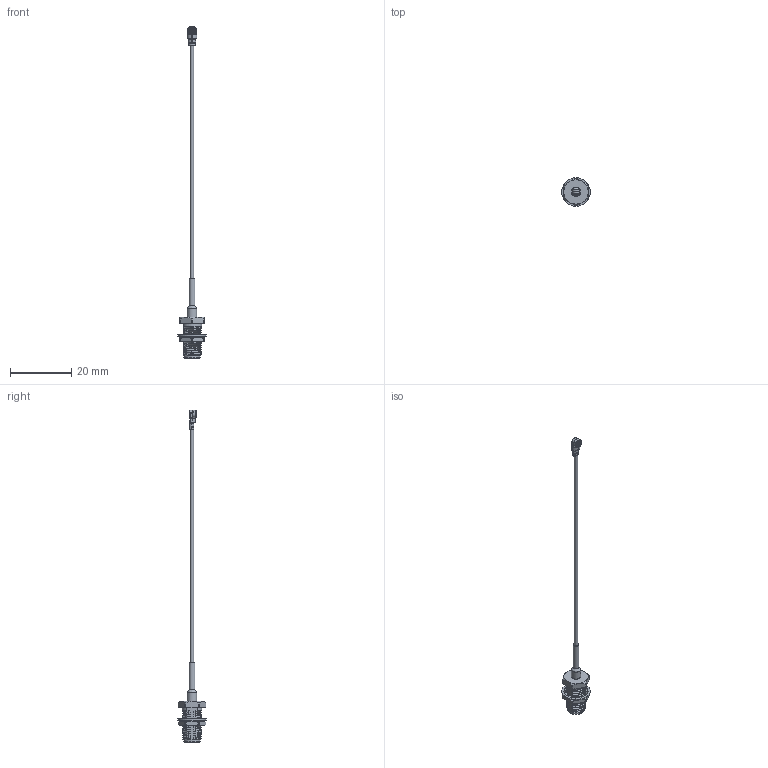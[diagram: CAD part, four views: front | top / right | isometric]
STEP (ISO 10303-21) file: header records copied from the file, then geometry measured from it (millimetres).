
FILE_DESCRIPTION (( 'STEP AP203' ), '1' );
FILE_NAME ('PE3CA1001_3D.step', '2021-05-14T16:10:40', ( '' ), ( '' ), 'SwSTEP 2.0', 'SolidWorks 2020', '' );
FILE_SCHEMA (( 'CONFIG_CONTROL_DESIGN' ));
Length unit declared in the file: inch
Products named in the file (4): SMA Female Bulkhead^PE3CA1001_Heat Shrink; 1.13mm Coax^PE3CA1001_1.13MM coax;  UMCX2.5^PE3CA1001; PE3CA1001_3D
Assembly tree (3 placements, depth 2):
  PE3CA1001_3D
    1.13mm Coax^PE3CA1001_1.13MM coax
     UMCX2.5^PE3CA1001
    SMA Female Bulkhead^PE3CA1001_Heat Shrink
Bounding box: 9.4 x 9.4 x 108.7 mm (x, y, z)
Volume: 563.5 mm3; surface area: 1230.3 mm2
Topology: 6 solids, 6 shells, 316 faces, 885 edges, 589 vertices
Faces by surface type: plane 109, cylinder 97, bspline 87, cone 22, torus 1
Full cylindrical faces by diameter (mm): 0.94 x1, 1.118 x1, 1.13 x1, 1.133 x1, 1.194 x2, 1.651 x1, 1.892 x1, 2.362 x1, 2.616 x1, 3.048 x1, 4.572 x1, 5.351 x1, 9.398 x1
Entity records: 27536 total; most frequent: CARTESIAN_POINT 20018, ORIENTED_EDGE 1728, DIRECTION 1153, EDGE_CURVE 864, VERTEX_POINT 585, AXIS2_PLACEMENT_3D 436, EDGE_LOOP 347, FACE_OUTER_BOUND 332
